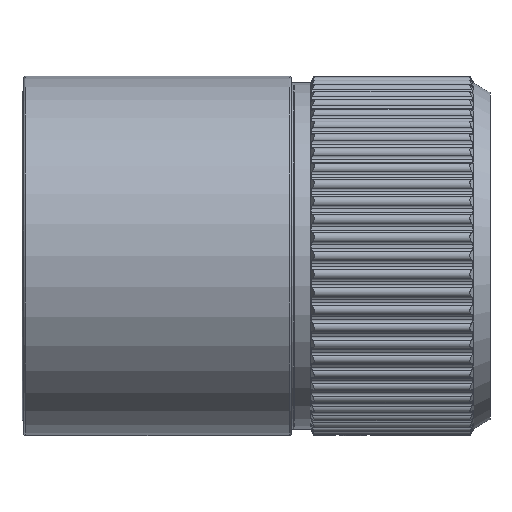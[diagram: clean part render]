
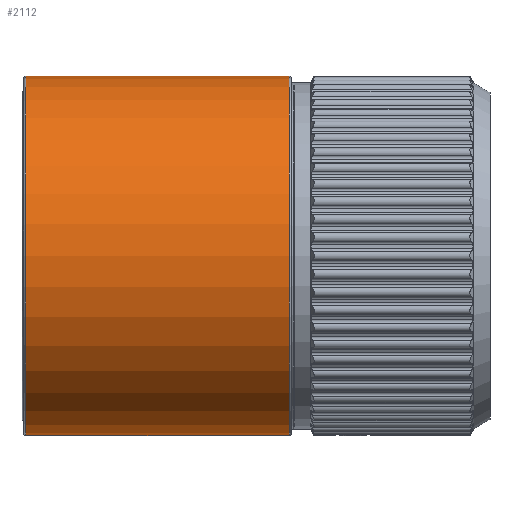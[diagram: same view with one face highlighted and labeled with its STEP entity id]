
A CAD part, top view. The second image highlights one B-rep face of the part: STEP entity #2112.
In plain terms, the highlighted cylindrical face has radius 27.5 mm (diameter 55 mm), a partial arc.
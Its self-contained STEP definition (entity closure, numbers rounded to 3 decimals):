
#57=CARTESIAN_POINT('',(40.7,0.,0.));
#58=DIRECTION('',(-1.,0.,0.));
#59=DIRECTION('',(0.,-1.,0.));
#60=AXIS2_PLACEMENT_3D('',#57,#58,#59);
#65=CARTESIAN_POINT('',(0.3,0.,0.));
#66=DIRECTION('',(-1.,0.,0.));
#67=DIRECTION('',(0.,-1.,0.));
#68=AXIS2_PLACEMENT_3D('',#65,#66,#67);
#81=DIRECTION('',(-1.,0.,0.));
#82=VECTOR('',#81,40.4);
#83=CARTESIAN_POINT('',(40.7,27.5,0.));
#84=LINE('',#83,#82);
#96=DIRECTION('',(-1.,0.,0.));
#97=VECTOR('',#96,40.4);
#98=CARTESIAN_POINT('',(40.7,-27.5,0.));
#99=LINE('',#98,#97);
#1998=CARTESIAN_POINT('',(40.7,-27.5,0.));
#1999=CARTESIAN_POINT('',(40.7,27.5,0.));
#2000=VERTEX_POINT('',#1998);
#2001=VERTEX_POINT('',#1999);
#2010=CARTESIAN_POINT('',(0.3,-27.5,0.));
#2011=CARTESIAN_POINT('',(0.3,27.5,0.));
#2012=VERTEX_POINT('',#2010);
#2013=VERTEX_POINT('',#2011);
#2098=CARTESIAN_POINT('',(-2.05,0.,0.));
#2099=DIRECTION('',(1.,0.,0.));
#2100=DIRECTION('',(0.,-1.,0.));
#2101=AXIS2_PLACEMENT_3D('',#2098,#2099,#2100);
#2102=CYLINDRICAL_SURFACE('',#2101,27.5);
#2103=ORIENTED_EDGE('',*,*,#2088,.F.);
#2105=ORIENTED_EDGE('',*,*,#2104,.T.);
#2107=ORIENTED_EDGE('',*,*,#2106,.T.);
#2109=ORIENTED_EDGE('',*,*,#2108,.F.);
#2110=EDGE_LOOP('',(#2103,#2105,#2107,#2109));
#2111=FACE_OUTER_BOUND('',#2110,.F.);
#2112=ADVANCED_FACE('',(#2111),#2102,.T.);
#61=CIRCLE('',#60,27.5);
#69=CIRCLE('',#68,27.5);
#2088=EDGE_CURVE('',#2000,#2001,#61,.T.);
#2104=EDGE_CURVE('',#2000,#2012,#99,.T.);
#2106=EDGE_CURVE('',#2012,#2013,#69,.T.);
#2108=EDGE_CURVE('',#2001,#2013,#84,.T.);
